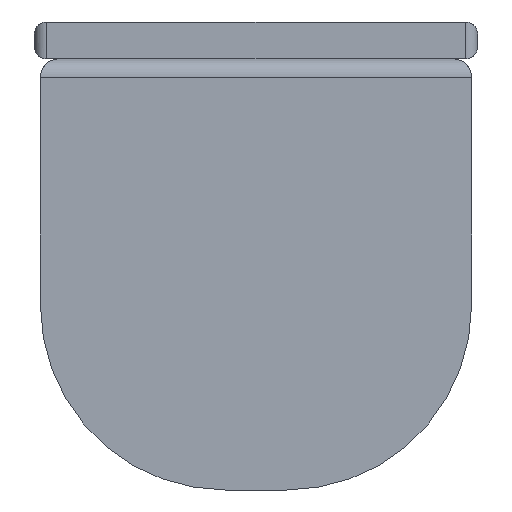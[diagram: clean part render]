
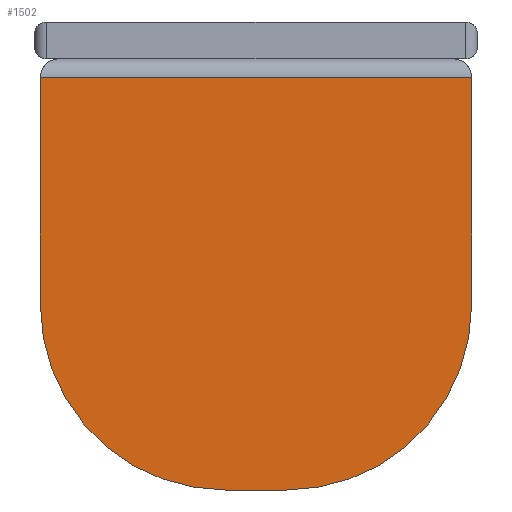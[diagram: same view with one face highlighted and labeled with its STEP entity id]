
A CAD part, front view. The second image highlights one B-rep face of the part: STEP entity #1502.
In plain terms, the highlighted planar face has unit normal (0, -1, 0).
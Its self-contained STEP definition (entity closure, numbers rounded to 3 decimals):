
#456 = VERTEX_POINT('',#457);
#457 = CARTESIAN_POINT('',(350.,0.,335.));
#478 = CYLINDRICAL_SURFACE('',#479,15.);
#479 = AXIS2_PLACEMENT_3D('',#480,#481,#482);
#480 = CARTESIAN_POINT('',(0.,15.,335.));
#481 = DIRECTION('',(1.,0.,0.));
#482 = DIRECTION('',(0.,0.,1.));
#512 = PLANE('',#513);
#513 = AXIS2_PLACEMENT_3D('',#514,#515,#516);
#514 = CARTESIAN_POINT('',(350.,0.,0.));
#515 = DIRECTION('',(-1.,0.,0.));
#516 = DIRECTION('',(0.,1.,0.));
#752 = VERTEX_POINT('',#753);
#753 = CARTESIAN_POINT('',(0.,0.,335.));
#767 = PLANE('',#768);
#768 = AXIS2_PLACEMENT_3D('',#769,#770,#771);
#769 = CARTESIAN_POINT('',(0.,350.,0.));
#770 = DIRECTION('',(1.,0.,0.));
#771 = DIRECTION('',(0.,-1.,0.));
#1128 = EDGE_CURVE('',#752,#456,#1129,.T.);
#1129 = SURFACE_CURVE('',#1130,(#1134,#1141),.PCURVE_S1.);
#1130 = LINE('',#1131,#1132);
#1131 = CARTESIAN_POINT('',(0.,0.,335.));
#1132 = VECTOR('',#1133,1.);
#1133 = DIRECTION('',(1.,0.,0.));
#1134 = PCURVE('',#478,#1135);
#1135 = DEFINITIONAL_REPRESENTATION('',(#1136),#1140);
#1136 = LINE('',#1137,#1138);
#1137 = CARTESIAN_POINT('',(1.571,0.));
#1138 = VECTOR('',#1139,1.);
#1139 = DIRECTION('',(0.,1.));
#1140 = ( GEOMETRIC_REPRESENTATION_CONTEXT(2) 
PARAMETRIC_REPRESENTATION_CONTEXT() REPRESENTATION_CONTEXT('2D SPACE',''
  ) );
#1141 = PCURVE('',#1142,#1147);
#1142 = PLANE('',#1143);
#1143 = AXIS2_PLACEMENT_3D('',#1144,#1145,#1146);
#1144 = CARTESIAN_POINT('',(0.,0.,0.));
#1145 = DIRECTION('',(0.,1.,0.));
#1146 = DIRECTION('',(1.,0.,0.));
#1147 = DEFINITIONAL_REPRESENTATION('',(#1148),#1152);
#1148 = LINE('',#1149,#1150);
#1149 = CARTESIAN_POINT('',(0.,-335.));
#1150 = VECTOR('',#1151,1.);
#1151 = DIRECTION('',(1.,0.));
#1152 = ( GEOMETRIC_REPRESENTATION_CONTEXT(2) 
PARAMETRIC_REPRESENTATION_CONTEXT() REPRESENTATION_CONTEXT('2D SPACE',''
  ) );
#1159 = EDGE_CURVE('',#1160,#456,#1162,.T.);
#1160 = VERTEX_POINT('',#1161);
#1161 = CARTESIAN_POINT('',(350.,0.,150.));
#1162 = SURFACE_CURVE('',#1163,(#1167,#1174),.PCURVE_S1.);
#1163 = LINE('',#1164,#1165);
#1164 = CARTESIAN_POINT('',(350.,0.,0.));
#1165 = VECTOR('',#1166,1.);
#1166 = DIRECTION('',(0.,0.,1.));
#1167 = PCURVE('',#512,#1168);
#1168 = DEFINITIONAL_REPRESENTATION('',(#1169),#1173);
#1169 = LINE('',#1170,#1171);
#1170 = CARTESIAN_POINT('',(0.,0.));
#1171 = VECTOR('',#1172,1.);
#1172 = DIRECTION('',(0.,-1.));
#1173 = ( GEOMETRIC_REPRESENTATION_CONTEXT(2) 
PARAMETRIC_REPRESENTATION_CONTEXT() REPRESENTATION_CONTEXT('2D SPACE',''
  ) );
#1174 = PCURVE('',#1142,#1175);
#1175 = DEFINITIONAL_REPRESENTATION('',(#1176),#1180);
#1176 = LINE('',#1177,#1178);
#1177 = CARTESIAN_POINT('',(350.,0.));
#1178 = VECTOR('',#1179,1.);
#1179 = DIRECTION('',(0.,-1.));
#1180 = ( GEOMETRIC_REPRESENTATION_CONTEXT(2) 
PARAMETRIC_REPRESENTATION_CONTEXT() REPRESENTATION_CONTEXT('2D SPACE',''
  ) );
#1220 = CYLINDRICAL_SURFACE('',#1221,150.);
#1221 = AXIS2_PLACEMENT_3D('',#1222,#1223,#1224);
#1222 = CARTESIAN_POINT('',(200.,0.,150.));
#1223 = DIRECTION('',(0.,1.,0.));
#1224 = DIRECTION('',(1.,0.,0.));
#1391 = EDGE_CURVE('',#1392,#752,#1394,.T.);
#1392 = VERTEX_POINT('',#1393);
#1393 = CARTESIAN_POINT('',(0.,0.,150.));
#1394 = SURFACE_CURVE('',#1395,(#1399,#1406),.PCURVE_S1.);
#1395 = LINE('',#1396,#1397);
#1396 = CARTESIAN_POINT('',(0.,0.,0.));
#1397 = VECTOR('',#1398,1.);
#1398 = DIRECTION('',(0.,0.,1.));
#1399 = PCURVE('',#767,#1400);
#1400 = DEFINITIONAL_REPRESENTATION('',(#1401),#1405);
#1401 = LINE('',#1402,#1403);
#1402 = CARTESIAN_POINT('',(350.,0.));
#1403 = VECTOR('',#1404,1.);
#1404 = DIRECTION('',(0.,-1.));
#1405 = ( GEOMETRIC_REPRESENTATION_CONTEXT(2) 
PARAMETRIC_REPRESENTATION_CONTEXT() REPRESENTATION_CONTEXT('2D SPACE',''
  ) );
#1406 = PCURVE('',#1142,#1407);
#1407 = DEFINITIONAL_REPRESENTATION('',(#1408),#1412);
#1408 = LINE('',#1409,#1410);
#1409 = CARTESIAN_POINT('',(0.,0.));
#1410 = VECTOR('',#1411,1.);
#1411 = DIRECTION('',(0.,-1.));
#1412 = ( GEOMETRIC_REPRESENTATION_CONTEXT(2) 
PARAMETRIC_REPRESENTATION_CONTEXT() REPRESENTATION_CONTEXT('2D SPACE',''
  ) );
#1428 = CYLINDRICAL_SURFACE('',#1429,150.);
#1429 = AXIS2_PLACEMENT_3D('',#1430,#1431,#1432);
#1430 = CARTESIAN_POINT('',(150.,350.,150.));
#1431 = DIRECTION('',(0.,-1.,0.));
#1432 = DIRECTION('',(-1.,0.,0.));
#1502 = ADVANCED_FACE('',(#1503),#1142,.F.);
#1503 = FACE_BOUND('',#1504,.F.);
#1504 = EDGE_LOOP('',(#1505,#1506,#1507,#1508,#1532,#1560));
#1505 = ORIENTED_EDGE('',*,*,#1391,.T.);
#1506 = ORIENTED_EDGE('',*,*,#1128,.T.);
#1507 = ORIENTED_EDGE('',*,*,#1159,.F.);
#1508 = ORIENTED_EDGE('',*,*,#1509,.T.);
#1509 = EDGE_CURVE('',#1160,#1510,#1512,.T.);
#1510 = VERTEX_POINT('',#1511);
#1511 = CARTESIAN_POINT('',(200.,0.,0.));
#1512 = SURFACE_CURVE('',#1513,(#1518,#1525),.PCURVE_S1.);
#1513 = CIRCLE('',#1514,150.);
#1514 = AXIS2_PLACEMENT_3D('',#1515,#1516,#1517);
#1515 = CARTESIAN_POINT('',(200.,0.,150.));
#1516 = DIRECTION('',(0.,1.,0.));
#1517 = DIRECTION('',(0.,0.,1.));
#1518 = PCURVE('',#1142,#1519);
#1519 = DEFINITIONAL_REPRESENTATION('',(#1520),#1524);
#1520 = CIRCLE('',#1521,150.);
#1521 = AXIS2_PLACEMENT_2D('',#1522,#1523);
#1522 = CARTESIAN_POINT('',(200.,-150.));
#1523 = DIRECTION('',(0.,-1.));
#1524 = ( GEOMETRIC_REPRESENTATION_CONTEXT(2) 
PARAMETRIC_REPRESENTATION_CONTEXT() REPRESENTATION_CONTEXT('2D SPACE',''
  ) );
#1525 = PCURVE('',#1220,#1526);
#1526 = DEFINITIONAL_REPRESENTATION('',(#1527),#1531);
#1527 = LINE('',#1528,#1529);
#1528 = CARTESIAN_POINT('',(-1.571,0.));
#1529 = VECTOR('',#1530,1.);
#1530 = DIRECTION('',(1.,0.));
#1531 = ( GEOMETRIC_REPRESENTATION_CONTEXT(2) 
PARAMETRIC_REPRESENTATION_CONTEXT() REPRESENTATION_CONTEXT('2D SPACE',''
  ) );
#1532 = ORIENTED_EDGE('',*,*,#1533,.F.);
#1533 = EDGE_CURVE('',#1534,#1510,#1536,.T.);
#1534 = VERTEX_POINT('',#1535);
#1535 = CARTESIAN_POINT('',(150.,0.,0.));
#1536 = SURFACE_CURVE('',#1537,(#1541,#1548),.PCURVE_S1.);
#1537 = LINE('',#1538,#1539);
#1538 = CARTESIAN_POINT('',(0.,0.,0.));
#1539 = VECTOR('',#1540,1.);
#1540 = DIRECTION('',(1.,0.,0.));
#1541 = PCURVE('',#1142,#1542);
#1542 = DEFINITIONAL_REPRESENTATION('',(#1543),#1547);
#1543 = LINE('',#1544,#1545);
#1544 = CARTESIAN_POINT('',(0.,0.));
#1545 = VECTOR('',#1546,1.);
#1546 = DIRECTION('',(1.,0.));
#1547 = ( GEOMETRIC_REPRESENTATION_CONTEXT(2) 
PARAMETRIC_REPRESENTATION_CONTEXT() REPRESENTATION_CONTEXT('2D SPACE',''
  ) );
#1548 = PCURVE('',#1549,#1554);
#1549 = PLANE('',#1550);
#1550 = AXIS2_PLACEMENT_3D('',#1551,#1552,#1553);
#1551 = CARTESIAN_POINT('',(175.,228.123,0.));
#1552 = DIRECTION('',(0.,0.,1.));
#1553 = DIRECTION('',(1.,0.,0.));
#1554 = DEFINITIONAL_REPRESENTATION('',(#1555),#1559);
#1555 = LINE('',#1556,#1557);
#1556 = CARTESIAN_POINT('',(-175.,-228.123));
#1557 = VECTOR('',#1558,1.);
#1558 = DIRECTION('',(1.,0.));
#1559 = ( GEOMETRIC_REPRESENTATION_CONTEXT(2) 
PARAMETRIC_REPRESENTATION_CONTEXT() REPRESENTATION_CONTEXT('2D SPACE',''
  ) );
#1560 = ORIENTED_EDGE('',*,*,#1561,.F.);
#1561 = EDGE_CURVE('',#1392,#1534,#1562,.T.);
#1562 = SURFACE_CURVE('',#1563,(#1568,#1579),.PCURVE_S1.);
#1563 = CIRCLE('',#1564,150.);
#1564 = AXIS2_PLACEMENT_3D('',#1565,#1566,#1567);
#1565 = CARTESIAN_POINT('',(150.,0.,150.));
#1566 = DIRECTION('',(0.,-1.,0.));
#1567 = DIRECTION('',(0.,0.,-1.));
#1568 = PCURVE('',#1142,#1569);
#1569 = DEFINITIONAL_REPRESENTATION('',(#1570),#1578);
#1570 = ( BOUNDED_CURVE() B_SPLINE_CURVE(2,(#1571,#1572,#1573,#1574,
#1575,#1576,#1577),.UNSPECIFIED.,.T.,.F.) B_SPLINE_CURVE_WITH_KNOTS((1,2
    ,2,2,2,1),(-2.094,0.,2.094,4.189,
6.283,8.378),.UNSPECIFIED.) CURVE() 
GEOMETRIC_REPRESENTATION_ITEM() RATIONAL_B_SPLINE_CURVE((1.,0.5,1.,0.5,
1.,0.5,1.)) REPRESENTATION_ITEM('') );
#1571 = CARTESIAN_POINT('',(150.,0.));
#1572 = CARTESIAN_POINT('',(409.808,0.));
#1573 = CARTESIAN_POINT('',(279.904,-225.));
#1574 = CARTESIAN_POINT('',(150.,-450.));
#1575 = CARTESIAN_POINT('',(20.096,-225.));
#1576 = CARTESIAN_POINT('',(-109.808,0.));
#1577 = CARTESIAN_POINT('',(150.,0.));
#1578 = ( GEOMETRIC_REPRESENTATION_CONTEXT(2) 
PARAMETRIC_REPRESENTATION_CONTEXT() REPRESENTATION_CONTEXT('2D SPACE',''
  ) );
#1579 = PCURVE('',#1428,#1580);
#1580 = DEFINITIONAL_REPRESENTATION('',(#1581),#1585);
#1581 = LINE('',#1582,#1583);
#1582 = CARTESIAN_POINT('',(-4.712,350.));
#1583 = VECTOR('',#1584,1.);
#1584 = DIRECTION('',(1.,0.));
#1585 = ( GEOMETRIC_REPRESENTATION_CONTEXT(2) 
PARAMETRIC_REPRESENTATION_CONTEXT() REPRESENTATION_CONTEXT('2D SPACE',''
  ) );
